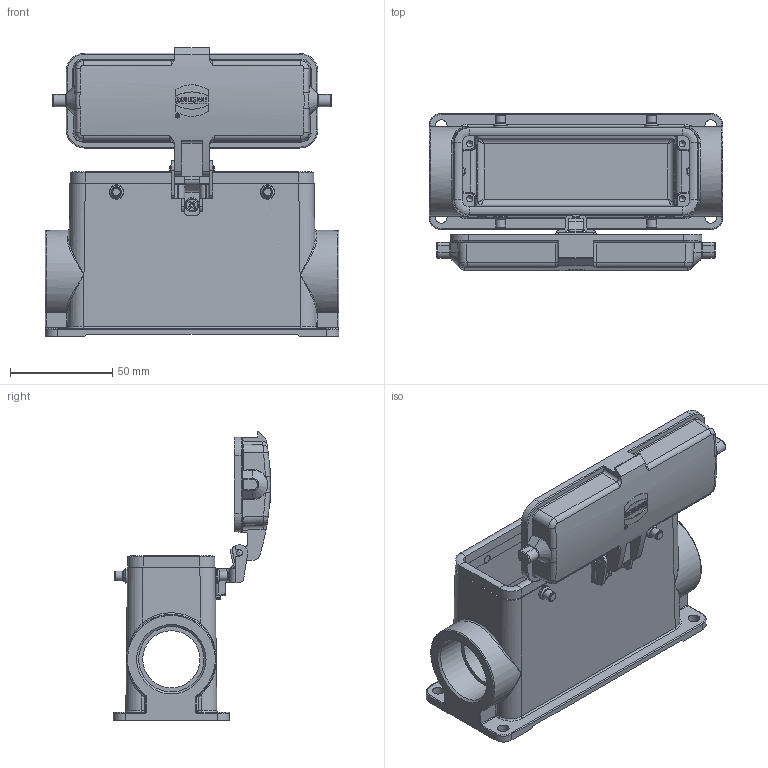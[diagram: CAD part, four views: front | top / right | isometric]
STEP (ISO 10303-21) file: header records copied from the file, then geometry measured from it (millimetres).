
FILE_DESCRIPTION(/* description */ (''),/* implementation_level */ '2;1');
FILE_NAME(/* name */ '100094920ugm000_c.stp',/* time_stamp */ '2017-11-06T08:34:05+01:00',/* author */ (''),/* organization */ (''),/* preprocessor_version */ 'ST-DEVELOPER v16',/* originating_system */ 'SIEMENS PLM Software NX 10.0',/* authorisation */ '');
FILE_SCHEMA (('AUTOMOTIVE_DESIGN { 1 0 10303 214 3 1 1 1 }'));
Length unit declared in the file: millimetre
Products named in the file (1): 100094920ugm000_c
Bounding box: 144 x 77.26 x 141.58 mm (x, y, z)
Volume: 186881.1 mm3; surface area: 92373.8 mm2
Topology: 2 solids, 2 shells, 781 faces, 2676 edges, 2535 vertices
Faces by surface type: plane 294, cylinder 247, bspline 156, torus 51, cone 31, sphere 2
Full cylindrical faces by diameter (mm): 3 x6, 4 x4, 4.8 x4, 5.6 x4, 7 x5, 28 x2, 32 x2
Entity records: 35403 total; most frequent: CARTESIAN_POINT 12085, ORIENTED_EDGE 3910, DIRECTION 3653, EDGE_CURVE 1955, AXIS2_PLACEMENT_3D 1288, VERTEX_POINT 1274, LINE 1077, VECTOR 1077
